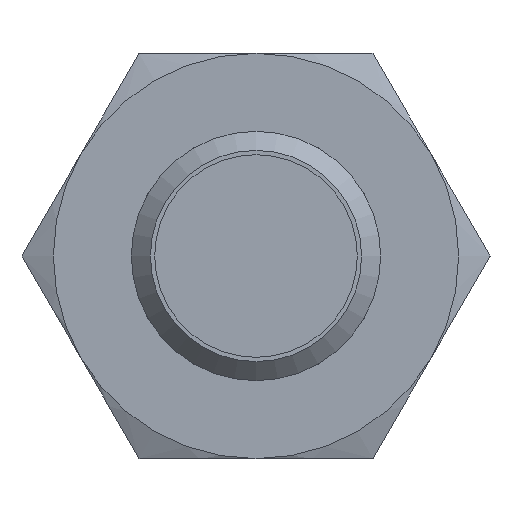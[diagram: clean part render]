
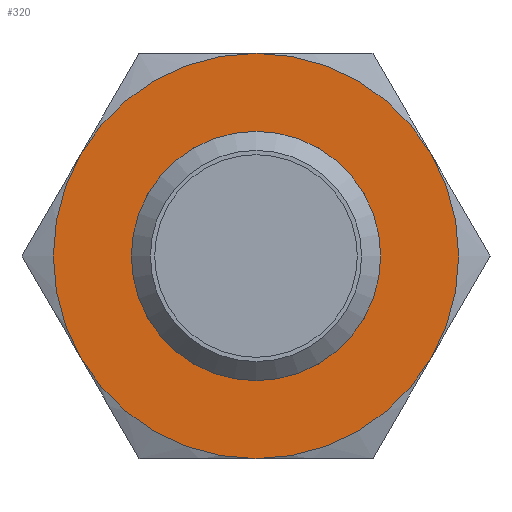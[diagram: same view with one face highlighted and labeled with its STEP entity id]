
A CAD part, left-side view. The second image highlights one B-rep face of the part: STEP entity #320.
In plain terms, the highlighted planar face has unit normal (-1, 0, 0).
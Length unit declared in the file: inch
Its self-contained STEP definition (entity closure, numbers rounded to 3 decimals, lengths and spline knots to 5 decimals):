
#8 = CARTESIAN_POINT ( 'NONE',  ( 0.31299, 0., 0. ) ) ;
#34 = CIRCLE ( 'NONE', #2088, 0.25591 ) ;
#42 = VERTEX_POINT ( 'NONE', #224 ) ;
#165 = CARTESIAN_POINT ( 'NONE',  ( 0.31299, 0., 0. ) ) ;
#185 = VERTEX_POINT ( 'NONE', #1218 ) ;
#209 = CIRCLE ( 'NONE', #1705, 0.15748 ) ;
#224 = CARTESIAN_POINT ( 'NONE',  ( 0.31299, 0.22162, -0.12795 ) ) ;
#229 = EDGE_CURVE ( 'NONE', #42, #1685, #466, .T. ) ;
#241 = CARTESIAN_POINT ( 'NONE',  ( 0.31299, 0., 0. ) ) ;
#257 = DIRECTION ( 'NONE',  ( 0., 1., 0. ) ) ;
#294 = CARTESIAN_POINT ( 'NONE',  ( 0.31299, -0.25591, 0. ) ) ;
#320 = ADVANCED_FACE ( 'NONE', ( #613, #595 ), #1266, .F. ) ;
#375 = CIRCLE ( 'NONE', #404, 0.25591 ) ;
#397 = CARTESIAN_POINT ( 'NONE',  ( 0.31299, 0., 0.25591 ) ) ;
#404 = AXIS2_PLACEMENT_3D ( 'NONE', #8, #1945, #1979 ) ;
#425 = EDGE_CURVE ( 'NONE', #185, #432, #435, .T. ) ;
#432 = VERTEX_POINT ( 'NONE', #1686 ) ;
#435 = CIRCLE ( 'NONE', #2120, 0.25591 ) ;
#457 = DIRECTION ( 'NONE',  ( 0., 0., 1. ) ) ;
#466 = CIRCLE ( 'NONE', #1284, 0.25591 ) ;
#480 = VERTEX_POINT ( 'NONE', #1952 ) ;
#498 = ORIENTED_EDGE ( 'NONE', *, *, #1152, .F. ) ;
#503 = CARTESIAN_POINT ( 'NONE',  ( 0.31299, 0., 0. ) ) ;
#516 = EDGE_CURVE ( 'NONE', #432, #42, #2018, .T. ) ;
#540 = ORIENTED_EDGE ( 'NONE', *, *, #425, .F. ) ;
#581 = CARTESIAN_POINT ( 'NONE',  ( 0.31299, -0.22162, 0.12795 ) ) ;
#593 = DIRECTION ( 'NONE',  ( 1., 0., 0. ) ) ;
#595 = FACE_BOUND ( 'NONE', #1119, .T. ) ;
#613 = FACE_OUTER_BOUND ( 'NONE', #1290, .T. ) ;
#744 = AXIS2_PLACEMENT_3D ( 'NONE', #1899, #593, #1095 ) ;
#799 = EDGE_CURVE ( 'NONE', #1685, #1003, #34, .T. ) ;
#803 = DIRECTION ( 'NONE',  ( 1., 0., 0. ) ) ;
#995 = DIRECTION ( 'NONE',  ( 1., 0., 0. ) ) ;
#1003 = VERTEX_POINT ( 'NONE', #397 ) ;
#1004 = ORIENTED_EDGE ( 'NONE', *, *, #799, .F. ) ;
#1025 = DIRECTION ( 'NONE',  ( 0., 0., 1. ) ) ;
#1052 = AXIS2_PLACEMENT_3D ( 'NONE', #294, #803, #457 ) ;
#1095 = DIRECTION ( 'NONE',  ( 0., 0., 1. ) ) ;
#1119 = EDGE_LOOP ( 'NONE', ( #1452 ) ) ;
#1152 = EDGE_CURVE ( 'NONE', #1763, #185, #375, .T. ) ;
#1154 = AXIS2_PLACEMENT_3D ( 'NONE', #1656, #995, #1025 ) ;
#1193 = CIRCLE ( 'NONE', #744, 0.25591 ) ;
#1218 = CARTESIAN_POINT ( 'NONE',  ( 0.31299, -0.22162, -0.12795 ) ) ;
#1219 = CARTESIAN_POINT ( 'NONE',  ( 0.31299, 0., 0. ) ) ;
#1262 = ORIENTED_EDGE ( 'NONE', *, *, #229, .F. ) ;
#1266 = PLANE ( 'NONE',  #1052 ) ;
#1284 = AXIS2_PLACEMENT_3D ( 'NONE', #241, #2035, #257 ) ;
#1290 = EDGE_LOOP ( 'NONE', ( #498, #2080, #1004, #1262, #1567, #540 ) ) ;
#1452 = ORIENTED_EDGE ( 'NONE', *, *, #1974, .F. ) ;
#1467 = EDGE_CURVE ( 'NONE', #1003, #1763, #1193, .T. ) ;
#1471 = DIRECTION ( 'NONE',  ( 1., 0., 0. ) ) ;
#1509 = DIRECTION ( 'NONE',  ( 0., 0., 1. ) ) ;
#1567 = ORIENTED_EDGE ( 'NONE', *, *, #516, .F. ) ;
#1588 = DIRECTION ( 'NONE',  ( -1., 0., 0. ) ) ;
#1656 = CARTESIAN_POINT ( 'NONE',  ( 0.31299, 0., 0. ) ) ;
#1675 = DIRECTION ( 'NONE',  ( 0., 0., 1. ) ) ;
#1682 = CARTESIAN_POINT ( 'NONE',  ( 0.31299, 0.22162, 0.12795 ) ) ;
#1685 = VERTEX_POINT ( 'NONE', #1682 ) ;
#1686 = CARTESIAN_POINT ( 'NONE',  ( 0.31299, 0., -0.25591 ) ) ;
#1705 = AXIS2_PLACEMENT_3D ( 'NONE', #1219, #1588, #1715 ) ;
#1715 = DIRECTION ( 'NONE',  ( 0., 0., -1. ) ) ;
#1763 = VERTEX_POINT ( 'NONE', #581 ) ;
#1899 = CARTESIAN_POINT ( 'NONE',  ( 0.31299, 0., 0. ) ) ;
#1945 = DIRECTION ( 'NONE',  ( 1., 0., 0. ) ) ;
#1952 = CARTESIAN_POINT ( 'NONE',  ( 0.31299, 0., -0.15748 ) ) ;
#1964 = DIRECTION ( 'NONE',  ( 1., 0., 0. ) ) ;
#1974 = EDGE_CURVE ( 'NONE', #480, #480, #209, .T. ) ;
#1979 = DIRECTION ( 'NONE',  ( 0., 1., 0. ) ) ;
#2018 = CIRCLE ( 'NONE', #1154, 0.25591 ) ;
#2035 = DIRECTION ( 'NONE',  ( 1., 0., 0. ) ) ;
#2080 = ORIENTED_EDGE ( 'NONE', *, *, #1467, .F. ) ;
#2088 = AXIS2_PLACEMENT_3D ( 'NONE', #503, #1964, #1675 ) ;
#2120 = AXIS2_PLACEMENT_3D ( 'NONE', #165, #1471, #1509 ) ;
